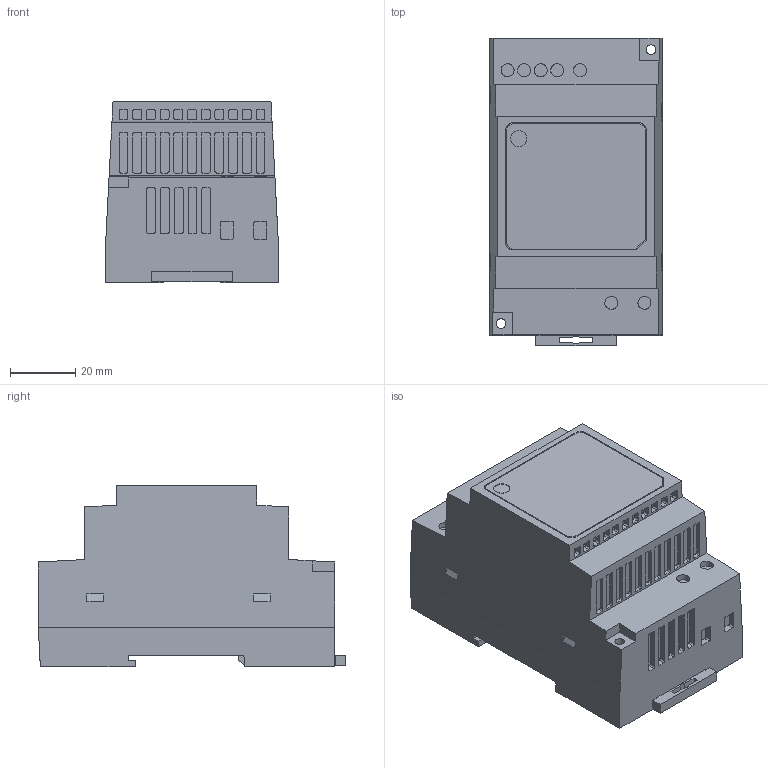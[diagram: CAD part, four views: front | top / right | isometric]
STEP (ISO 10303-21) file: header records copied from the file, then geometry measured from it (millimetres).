
FILE_DESCRIPTION(/* description */ ('STEP AP242','CAx-IF Rec.Pracs.---Representation and Presentation of Product Manufacturing Information (PMI)---4.0---2014-10-13','CAx-IF Rec.Pracs.---3D Tessellated Geometry---0.4---2014-09-14','2;1'),/* implementation_level */ '2;1');
FILE_NAME(/* name */ 'eaton-PSL30E24RP-3d-model',/* time_stamp */ '2024-06-04T10:40:22+02:00',/* author */ ('License CC BY-ND 4.0'),/* organization */ ('CADENAS'),/* preprocessor_version */ 'ST-DEVELOPER v19.3',/* originating_system */ 'PARTsolutions',/* authorisation */ ' ');
FILE_SCHEMA (('AP242_MANAGED_MODEL_BASED_3D_ENGINEERING_MIM_LF { 1 0 10303 442 1 1 4 }'));
Length unit declared in the file: millimetre
Products named in the file (1): EP-401403
Bounding box: 53 x 94.3 x 55.6 mm (x, y, z)
Volume: 204566.7 mm3; surface area: 28568.1 mm2
Topology: 1 solids, 1 shells, 732 faces, 1958 edges, 1306 vertices
Faces by surface type: plane 468, cylinder 264
Full cylindrical faces by diameter (mm): 3 x2, 4 x7, 5 x1
Entity records: 22786 total; most frequent: CARTESIAN_POINT 3971, DIRECTION 3934, ORIENTED_EDGE 3880, EDGE_CURVE 1940, LINE 1412, VECTOR 1412, VERTEX_POINT 1298, AXIS2_PLACEMENT_3D 1261
